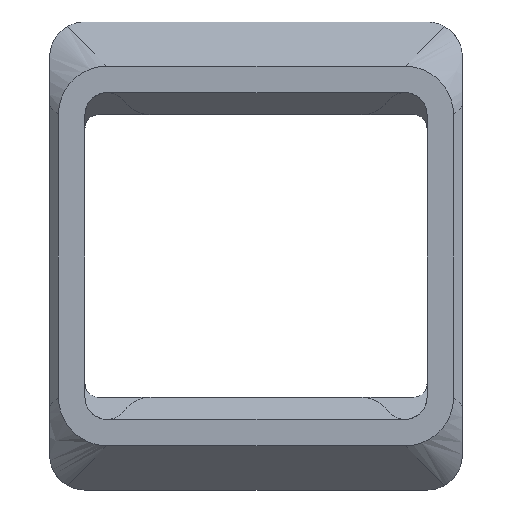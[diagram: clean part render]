
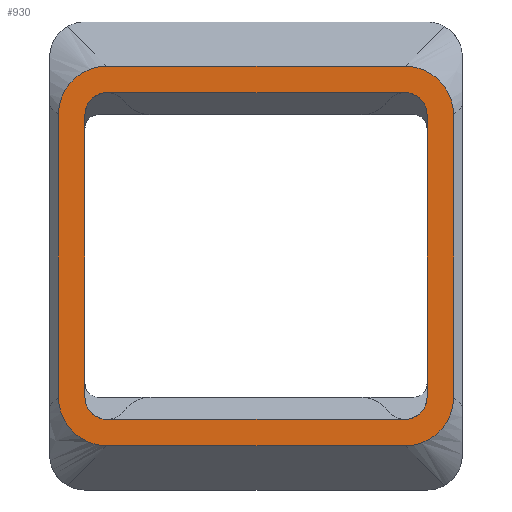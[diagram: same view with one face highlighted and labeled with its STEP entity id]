
A CAD part, front view. The second image highlights one B-rep face of the part: STEP entity #930.
In plain terms, the highlighted planar face has unit normal (0, -1, 0).
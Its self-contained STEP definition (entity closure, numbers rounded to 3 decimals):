
#41=FACE_BOUND('',#129,.T.);
#43=PLANE('',#1001);
#72=FACE_OUTER_BOUND('',#128,.T.);
#128=EDGE_LOOP('',(#648,#649,#650,#651,#652,#653,#654,#655));
#129=EDGE_LOOP('',(#656,#657,#658,#659,#660,#661,#662,#663));
#185=CIRCLE('',#1000,2.2);
#186=CIRCLE('',#1002,2.2);
#187=CIRCLE('',#1003,1.);
#188=CIRCLE('',#1004,1.);
#189=CIRCLE('',#1005,1.);
#190=CIRCLE('',#1006,1.);
#209=LINE('',#1415,#295);
#210=LINE('',#1423,#296);
#211=LINE('',#1427,#297);
#212=LINE('',#1434,#298);
#213=LINE('',#1439,#299);
#214=LINE('',#1443,#300);
#215=LINE('',#1447,#301);
#216=LINE('',#1450,#302);
#295=VECTOR('',#1109,10.);
#296=VECTOR('',#1110,10.);
#297=VECTOR('',#1113,10.);
#298=VECTOR('',#1114,10.);
#299=VECTOR('',#1117,10.);
#300=VECTOR('',#1120,10.);
#301=VECTOR('',#1123,10.);
#302=VECTOR('',#1126,10.);
#406=B_SPLINE_CURVE_WITH_KNOTS('',3,(#1417,#1418,#1419,#1420,#1421),
 .UNSPECIFIED.,.F.,.F.,(4,1,4),(-1.,-0.571,0.),
 .UNSPECIFIED.);
#407=B_SPLINE_CURVE_WITH_KNOTS('',3,(#1429,#1430,#1431,#1432,#1433),
 .UNSPECIFIED.,.F.,.F.,(4,1,4),(-1.,-0.571,0.),
 .UNSPECIFIED.);
#416=VERTEX_POINT('',#1408);
#417=VERTEX_POINT('',#1410);
#418=VERTEX_POINT('',#1414);
#419=VERTEX_POINT('',#1416);
#420=VERTEX_POINT('',#1422);
#421=VERTEX_POINT('',#1424);
#422=VERTEX_POINT('',#1426);
#423=VERTEX_POINT('',#1428);
#424=VERTEX_POINT('',#1435);
#425=VERTEX_POINT('',#1436);
#426=VERTEX_POINT('',#1438);
#427=VERTEX_POINT('',#1440);
#428=VERTEX_POINT('',#1442);
#429=VERTEX_POINT('',#1444);
#430=VERTEX_POINT('',#1446);
#431=VERTEX_POINT('',#1448);
#504=EDGE_CURVE('',#417,#416,#185,.T.);
#506=EDGE_CURVE('',#418,#416,#209,.T.);
#507=EDGE_CURVE('',#418,#419,#406,.T.);
#508=EDGE_CURVE('',#419,#420,#210,.T.);
#509=EDGE_CURVE('',#420,#421,#186,.T.);
#510=EDGE_CURVE('',#422,#421,#211,.T.);
#511=EDGE_CURVE('',#422,#423,#407,.T.);
#512=EDGE_CURVE('',#417,#423,#212,.T.);
#513=EDGE_CURVE('',#424,#425,#187,.T.);
#514=EDGE_CURVE('',#426,#424,#213,.T.);
#515=EDGE_CURVE('',#427,#426,#188,.T.);
#516=EDGE_CURVE('',#428,#427,#214,.T.);
#517=EDGE_CURVE('',#429,#428,#189,.T.);
#518=EDGE_CURVE('',#430,#429,#215,.T.);
#519=EDGE_CURVE('',#431,#430,#190,.T.);
#520=EDGE_CURVE('',#425,#431,#216,.T.);
#648=ORIENTED_EDGE('',*,*,#504,.T.);
#649=ORIENTED_EDGE('',*,*,#506,.F.);
#650=ORIENTED_EDGE('',*,*,#507,.T.);
#651=ORIENTED_EDGE('',*,*,#508,.T.);
#652=ORIENTED_EDGE('',*,*,#509,.T.);
#653=ORIENTED_EDGE('',*,*,#510,.F.);
#654=ORIENTED_EDGE('',*,*,#511,.T.);
#655=ORIENTED_EDGE('',*,*,#512,.F.);
#656=ORIENTED_EDGE('',*,*,#513,.F.);
#657=ORIENTED_EDGE('',*,*,#514,.F.);
#658=ORIENTED_EDGE('',*,*,#515,.F.);
#659=ORIENTED_EDGE('',*,*,#516,.F.);
#660=ORIENTED_EDGE('',*,*,#517,.F.);
#661=ORIENTED_EDGE('',*,*,#518,.F.);
#662=ORIENTED_EDGE('',*,*,#519,.F.);
#663=ORIENTED_EDGE('',*,*,#520,.F.);
#930=ADVANCED_FACE('',(#72,#41),#43,.T.);
#1000=AXIS2_PLACEMENT_3D('',#1411,#1104,#1105);
#1001=AXIS2_PLACEMENT_3D('',#1413,#1107,#1108);
#1002=AXIS2_PLACEMENT_3D('',#1425,#1111,#1112);
#1003=AXIS2_PLACEMENT_3D('',#1437,#1115,#1116);
#1004=AXIS2_PLACEMENT_3D('',#1441,#1118,#1119);
#1005=AXIS2_PLACEMENT_3D('',#1445,#1121,#1122);
#1006=AXIS2_PLACEMENT_3D('',#1449,#1124,#1125);
#1104=DIRECTION('center_axis',(0.,-1.,0.));
#1105=DIRECTION('ref_axis',(0.707,0.,-0.707));
#1107=DIRECTION('center_axis',(0.,-1.,0.));
#1108=DIRECTION('ref_axis',(-1.,0.,0.));
#1109=DIRECTION('',(0.,0.,1.));
#1110=DIRECTION('',(1.,0.,0.));
#1111=DIRECTION('center_axis',(0.,-1.,0.));
#1112=DIRECTION('ref_axis',(0.707,0.,-0.707));
#1113=DIRECTION('',(0.,0.,-1.));
#1114=DIRECTION('',(1.,0.,0.));
#1115=DIRECTION('center_axis',(0.,-1.,0.));
#1116=DIRECTION('ref_axis',(-1.,0.,0.));
#1117=DIRECTION('',(0.,0.,-1.));
#1118=DIRECTION('center_axis',(0.,-1.,0.));
#1119=DIRECTION('ref_axis',(1.,0.,0.));
#1120=DIRECTION('',(-1.,0.,0.));
#1121=DIRECTION('center_axis',(0.,-1.,0.));
#1122=DIRECTION('ref_axis',(1.,0.,0.));
#1123=DIRECTION('',(0.,0.,1.));
#1124=DIRECTION('center_axis',(0.,-1.,0.));
#1125=DIRECTION('ref_axis',(-1.,0.,0.));
#1126=DIRECTION('',(1.,0.,0.));
#1408=CARTESIAN_POINT('',(-22.686,-4.1,12.8));
#1410=CARTESIAN_POINT('',(-20.486,-4.1,15.));
#1411=CARTESIAN_POINT('Origin',(-20.486,-4.1,12.8));
#1413=CARTESIAN_POINT('Origin',(-13.736,-4.1,6.4));
#1414=CARTESIAN_POINT('',(-22.686,-4.1,0.));
#1415=CARTESIAN_POINT('',(-22.686,-4.1,9.6));
#1416=CARTESIAN_POINT('',(-20.486,-4.1,-2.2));
#1417=CARTESIAN_POINT('Ctrl Pts',(-22.686,-4.1,0.));
#1418=CARTESIAN_POINT('Ctrl Pts',(-22.686,-4.1,-0.494));
#1419=CARTESIAN_POINT('Ctrl Pts',(-22.285,-4.1,-1.648));
#1420=CARTESIAN_POINT('Ctrl Pts',(-21.145,-4.1,-2.2));
#1421=CARTESIAN_POINT('Ctrl Pts',(-20.486,-4.1,-2.2));
#1422=CARTESIAN_POINT('',(-6.986,-4.1,-2.2));
#1423=CARTESIAN_POINT('',(-16.074,-4.1,-2.2));
#1424=CARTESIAN_POINT('',(-4.786,-4.1,0.));
#1425=CARTESIAN_POINT('Origin',(-6.986,-4.1,0.));
#1426=CARTESIAN_POINT('',(-4.786,-4.1,12.8));
#1427=CARTESIAN_POINT('',(-4.786,-4.1,3.2));
#1428=CARTESIAN_POINT('',(-6.986,-4.1,15.));
#1429=CARTESIAN_POINT('Ctrl Pts',(-4.786,-4.1,12.8));
#1430=CARTESIAN_POINT('Ctrl Pts',(-4.786,-4.1,13.294));
#1431=CARTESIAN_POINT('Ctrl Pts',(-5.188,-4.1,14.448));
#1432=CARTESIAN_POINT('Ctrl Pts',(-6.328,-4.1,15.));
#1433=CARTESIAN_POINT('Ctrl Pts',(-6.986,-4.1,15.));
#1434=CARTESIAN_POINT('',(-11.399,-4.1,15.));
#1435=CARTESIAN_POINT('',(-21.486,-4.1,0.));
#1436=CARTESIAN_POINT('',(-20.486,-4.1,-1.));
#1437=CARTESIAN_POINT('Origin',(-20.486,-4.1,0.));
#1438=CARTESIAN_POINT('',(-21.486,-4.1,12.8));
#1439=CARTESIAN_POINT('',(-21.486,-4.1,3.2));
#1440=CARTESIAN_POINT('',(-20.486,-4.1,13.8));
#1441=CARTESIAN_POINT('Origin',(-20.486,-4.1,12.8));
#1442=CARTESIAN_POINT('',(-6.986,-4.1,13.8));
#1443=CARTESIAN_POINT('',(-16.611,-4.1,13.8));
#1444=CARTESIAN_POINT('',(-5.986,-4.1,12.8));
#1445=CARTESIAN_POINT('Origin',(-6.986,-4.1,12.8));
#1446=CARTESIAN_POINT('',(-5.986,-4.1,0.));
#1447=CARTESIAN_POINT('',(-5.986,-4.1,9.6));
#1448=CARTESIAN_POINT('',(-6.986,-4.1,-1.));
#1449=CARTESIAN_POINT('Origin',(-6.986,-4.1,0.));
#1450=CARTESIAN_POINT('',(-10.861,-4.1,-1.));
